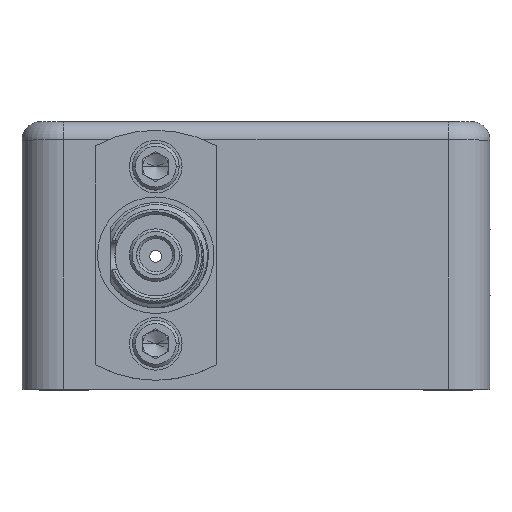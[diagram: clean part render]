
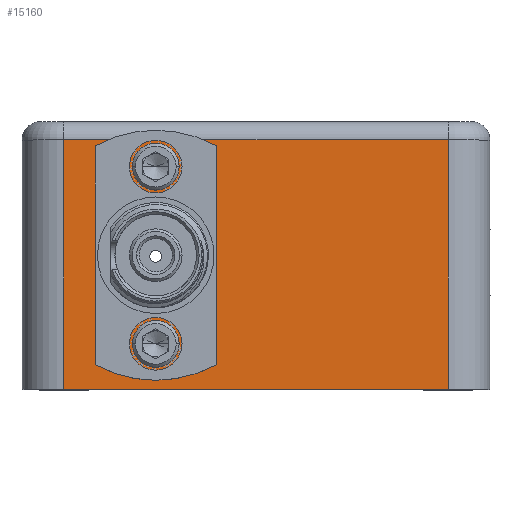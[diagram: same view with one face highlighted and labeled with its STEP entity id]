
A CAD part, top view. The second image highlights one B-rep face of the part: STEP entity #15160.
In plain terms, the highlighted planar face has unit normal (0, 0, 1).
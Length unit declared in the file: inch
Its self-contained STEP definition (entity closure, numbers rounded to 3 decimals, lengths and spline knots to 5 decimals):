
#15142 = ORIENTED_EDGE ( 'NONE', *, *, #15143, .F. ) ;
#15143 = EDGE_CURVE ( 'NONE', #15144, #15145, #53944, .T. ) ;
#15144 = VERTEX_POINT ( 'NONE', #53939 ) ;
#15145 = VERTEX_POINT ( 'NONE', #53938 ) ;
#15146 = ORIENTED_EDGE ( 'NONE', *, *, #15147, .F. ) ;
#15147 = EDGE_CURVE ( 'NONE', #15145, #15144, #53936, .T. ) ;
#15148 = EDGE_LOOP ( 'NONE', ( #15149, #15153, #15156, #15247 ) ) ;
#15149 = ORIENTED_EDGE ( 'NONE', *, *, #15150, .T. ) ;
#15150 = EDGE_CURVE ( 'NONE', #15151, #15152, #53937, .T. ) ;
#15151 = VERTEX_POINT ( 'NONE', #53988 ) ;
#15152 = VERTEX_POINT ( 'NONE', #53987 ) ;
#15153 = ORIENTED_EDGE ( 'NONE', *, *, #15154, .T. ) ;
#15154 = EDGE_CURVE ( 'NONE', #15152, #15155, #53986, .T. ) ;
#15155 = VERTEX_POINT ( 'NONE', #53982 ) ;
#15156 = ORIENTED_EDGE ( 'NONE', *, *, #15157, .T. ) ;
#15157 = EDGE_CURVE ( 'NONE', #15155, #15158, #53981, .T. ) ;
#15158 = VERTEX_POINT ( 'NONE', #53977 ) ;
#15160 = ADVANCED_FACE ( 'NONE', ( #53976, #53975, #53974, #53973 ), #54015, .F. ) ;
#15161 = EDGE_LOOP ( 'NONE', ( #15162, #15167 ) ) ;
#15162 = ORIENTED_EDGE ( 'NONE', *, *, #15163, .F. ) ;
#15163 = EDGE_CURVE ( 'NONE', #15164, #15165, #54010, .T. ) ;
#15164 = VERTEX_POINT ( 'NONE', #54005 ) ;
#15165 = VERTEX_POINT ( 'NONE', #54004 ) ;
#15167 = ORIENTED_EDGE ( 'NONE', *, *, #15168, .F. ) ;
#15168 = EDGE_CURVE ( 'NONE', #15165, #15164, #54003, .T. ) ;
#15170 = EDGE_LOOP ( 'NONE', ( #15171, #15176 ) ) ;
#15171 = ORIENTED_EDGE ( 'NONE', *, *, #15172, .F. ) ;
#15172 = EDGE_CURVE ( 'NONE', #15174, #15175, #53997, .T. ) ;
#15174 = VERTEX_POINT ( 'NONE', #53998 ) ;
#15175 = VERTEX_POINT ( 'NONE', #54044 ) ;
#15176 = ORIENTED_EDGE ( 'NONE', *, *, #15178, .F. ) ;
#15178 = EDGE_CURVE ( 'NONE', #15175, #15174, #54042, .T. ) ;
#15180 = EDGE_LOOP ( 'NONE', ( #15142, #15146 ) ) ;
#15247 = ORIENTED_EDGE ( 'NONE', *, *, #15248, .T. ) ;
#15248 = EDGE_CURVE ( 'NONE', #15158, #15151, #54182, .T. ) ;
#53933 = DIRECTION ( 'NONE',  ( 0., 0., 1. ) ) ;
#53934 = CARTESIAN_POINT ( 'NONE',  ( -0.3, 0.4, 0. ) ) ;
#53935 = AXIS2_PLACEMENT_3D ( 'NONE', #53934, #53933, #53992 ) ;
#53936 = CIRCLE ( 'NONE', #53935, 0.16 ) ;
#53937 = LINE ( 'NONE', #53991, #53990 ) ;
#53938 = CARTESIAN_POINT ( 'NONE',  ( -0.46, 0.4, 0. ) ) ;
#53939 = CARTESIAN_POINT ( 'NONE',  ( -0.14, 0.4, 0. ) ) ;
#53940 = DIRECTION ( 'NONE',  ( 1., 0., 0. ) ) ;
#53941 = DIRECTION ( 'NONE',  ( 0., 0., 1. ) ) ;
#53942 = CARTESIAN_POINT ( 'NONE',  ( -0.3, 0.4, 0. ) ) ;
#53943 = AXIS2_PLACEMENT_3D ( 'NONE', #53942, #53941, #53940 ) ;
#53944 = CIRCLE ( 'NONE', #53943, 0.16 ) ;
#53973 = FACE_OUTER_BOUND ( 'NONE', #15148, .T. ) ;
#53974 = FACE_BOUND ( 'NONE', #15180, .T. ) ;
#53975 = FACE_BOUND ( 'NONE', #15170, .T. ) ;
#53976 = FACE_BOUND ( 'NONE', #15161, .T. ) ;
#53977 = CARTESIAN_POINT ( 'NONE',  ( -0.575, 0., 0. ) ) ;
#53978 = DIRECTION ( 'NONE',  ( 0., -1., 0. ) ) ;
#53979 = VECTOR ( 'NONE', #53978, 39.37008 ) ;
#53980 = CARTESIAN_POINT ( 'NONE',  ( -0.575, 0.8, 0. ) ) ;
#53981 = LINE ( 'NONE', #53980, #53979 ) ;
#53982 = CARTESIAN_POINT ( 'NONE',  ( -0.575, 0.745, 0. ) ) ;
#53983 = DIRECTION ( 'NONE',  ( -1., 0., 0. ) ) ;
#53984 = VECTOR ( 'NONE', #53983, 39.37008 ) ;
#53985 = CARTESIAN_POINT ( 'NONE',  ( -0.575, 0.745, 0. ) ) ;
#53986 = LINE ( 'NONE', #53985, #53984 ) ;
#53987 = CARTESIAN_POINT ( 'NONE',  ( 0.575, 0.745, 0. ) ) ;
#53988 = CARTESIAN_POINT ( 'NONE',  ( 0.575, 0., 0. ) ) ;
#53989 = DIRECTION ( 'NONE',  ( 0., 1., 0. ) ) ;
#53990 = VECTOR ( 'NONE', #53989, 39.37008 ) ;
#53991 = CARTESIAN_POINT ( 'NONE',  ( 0.575, 0.8, 0. ) ) ;
#53992 = DIRECTION ( 'NONE',  ( 1., 0., 0. ) ) ;
#53993 = DIRECTION ( 'NONE',  ( 1., 0., 0. ) ) ;
#53994 = DIRECTION ( 'NONE',  ( 0., 0., 1. ) ) ;
#53995 = CARTESIAN_POINT ( 'NONE',  ( -0.3, 0.665, 0. ) ) ;
#53996 = AXIS2_PLACEMENT_3D ( 'NONE', #53995, #53994, #53993 ) ;
#53997 = CIRCLE ( 'NONE', #53996, 0.035 ) ;
#53998 = CARTESIAN_POINT ( 'NONE',  ( -0.265, 0.665, 0. ) ) ;
#53999 = DIRECTION ( 'NONE',  ( 1., 0., 0. ) ) ;
#54000 = DIRECTION ( 'NONE',  ( 0., 0., 1. ) ) ;
#54001 = CARTESIAN_POINT ( 'NONE',  ( -0.3, 0.135, 0. ) ) ;
#54002 = AXIS2_PLACEMENT_3D ( 'NONE', #54001, #54000, #53999 ) ;
#54003 = CIRCLE ( 'NONE', #54002, 0.035 ) ;
#54004 = CARTESIAN_POINT ( 'NONE',  ( -0.335, 0.135, 0. ) ) ;
#54005 = CARTESIAN_POINT ( 'NONE',  ( -0.265, 0.135, 0. ) ) ;
#54006 = DIRECTION ( 'NONE',  ( 1., 0., 0. ) ) ;
#54007 = DIRECTION ( 'NONE',  ( 0., 0., 1. ) ) ;
#54008 = CARTESIAN_POINT ( 'NONE',  ( -0.3, 0.135, 0. ) ) ;
#54009 = AXIS2_PLACEMENT_3D ( 'NONE', #54008, #54007, #54006 ) ;
#54010 = CIRCLE ( 'NONE', #54009, 0.035 ) ;
#54011 = DIRECTION ( 'NONE',  ( -1., 0., 0. ) ) ;
#54012 = DIRECTION ( 'NONE',  ( 0., 0., -1. ) ) ;
#54013 = CARTESIAN_POINT ( 'NONE',  ( -0.7, 0.8, 0. ) ) ;
#54014 = AXIS2_PLACEMENT_3D ( 'NONE', #54013, #54012, #54011 ) ;
#54015 = PLANE ( 'NONE',  #54014 ) ;
#54038 = DIRECTION ( 'NONE',  ( 1., 0., 0. ) ) ;
#54039 = DIRECTION ( 'NONE',  ( 0., 0., 1. ) ) ;
#54040 = CARTESIAN_POINT ( 'NONE',  ( -0.3, 0.665, 0. ) ) ;
#54041 = AXIS2_PLACEMENT_3D ( 'NONE', #54040, #54039, #54038 ) ;
#54042 = CIRCLE ( 'NONE', #54041, 0.035 ) ;
#54044 = CARTESIAN_POINT ( 'NONE',  ( -0.335, 0.665, 0. ) ) ;
#54179 = DIRECTION ( 'NONE',  ( 1., 0., 0. ) ) ;
#54180 = VECTOR ( 'NONE', #54179, 39.37008 ) ;
#54181 = CARTESIAN_POINT ( 'NONE',  ( -0.7, 0., 0. ) ) ;
#54182 = LINE ( 'NONE', #54181, #54180 ) ;
